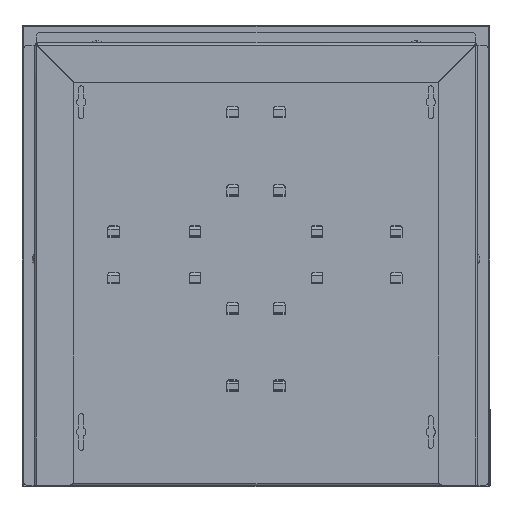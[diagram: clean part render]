
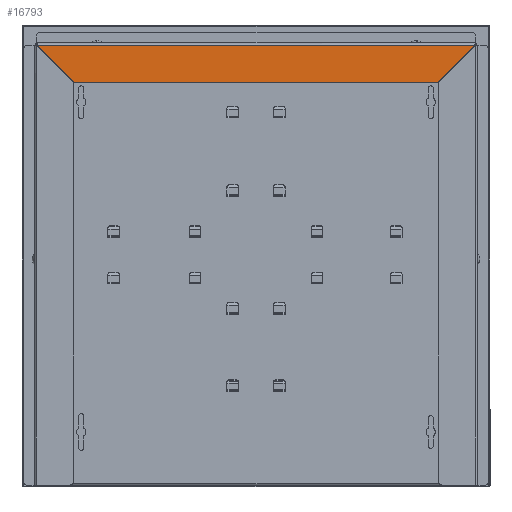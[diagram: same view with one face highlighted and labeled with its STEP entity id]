
A CAD part, top view. The second image highlights one B-rep face of the part: STEP entity #16793.
In plain terms, the highlighted face is planar.
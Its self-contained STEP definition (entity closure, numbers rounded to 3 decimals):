
#756 = CARTESIAN_POINT ( 'NONE',  ( 70.1, 235., 49.507 ) ) ;
#1091 = ORIENTED_EDGE ( 'NONE', *, *, #54150, .T. ) ;
#2236 = AXIS2_PLACEMENT_3D ( 'NONE', #5005, #50683, #33588 ) ;
#4275 = EDGE_CURVE ( 'NONE', #40528, #32933, #36694, .T. ) ;
#4507 = VECTOR ( 'NONE', #44695, 1000. ) ;
#5005 = CARTESIAN_POINT ( 'NONE',  ( 70.1, 0., 0. ) ) ;
#5645 = LINE ( 'NONE', #18248, #18880 ) ;
#8941 = DIRECTION ( 'NONE',  ( 0., -0.707, 0.707 ) ) ;
#11388 = CARTESIAN_POINT ( 'NONE',  ( 70.1, 235., 518.393 ) ) ;
#11634 = ORIENTED_EDGE ( 'NONE', *, *, #4275, .F. ) ;
#12451 = LINE ( 'NONE', #49359, #23108 ) ;
#16793 = ADVANCED_FACE ( 'NONE', ( #21746 ), #42663, .F. ) ;
#18248 = CARTESIAN_POINT ( 'NONE',  ( 70.1, 282.8, 1.707 ) ) ;
#18880 = VECTOR ( 'NONE', #8941, 1000. ) ;
#21746 = FACE_OUTER_BOUND ( 'NONE', #42254, .T. ) ;
#23108 = VECTOR ( 'NONE', #45465, 1000. ) ;
#25216 = VECTOR ( 'NONE', #44319, 1000. ) ;
#27224 = LINE ( 'NONE', #36323, #25216 ) ;
#29248 = CARTESIAN_POINT ( 'NONE',  ( 70.1, 282.8, 566.193 ) ) ;
#31408 = ORIENTED_EDGE ( 'NONE', *, *, #31650, .F. ) ;
#31650 = EDGE_CURVE ( 'NONE', #32933, #34961, #27224, .T. ) ;
#32307 = VERTEX_POINT ( 'NONE', #756 ) ;
#32933 = VERTEX_POINT ( 'NONE', #29248 ) ;
#33588 = DIRECTION ( 'NONE',  ( 0., -1., 0. ) ) ;
#34961 = VERTEX_POINT ( 'NONE', #48600 ) ;
#36323 = CARTESIAN_POINT ( 'NONE',  ( 70.1, 282.8, 0. ) ) ;
#36694 = LINE ( 'NONE', #48581, #4507 ) ;
#38932 = EDGE_CURVE ( 'NONE', #34961, #32307, #5645, .T. ) ;
#40528 = VERTEX_POINT ( 'NONE', #11388 ) ;
#42254 = EDGE_LOOP ( 'NONE', ( #42982, #31408, #11634, #1091 ) ) ;
#42663 = PLANE ( 'NONE',  #2236 ) ;
#42982 = ORIENTED_EDGE ( 'NONE', *, *, #38932, .F. ) ;
#44319 = DIRECTION ( 'NONE',  ( 0., 0., -1. ) ) ;
#44695 = DIRECTION ( 'NONE',  ( 0., 0.707, 0.707 ) ) ;
#45465 = DIRECTION ( 'NONE',  ( 0., 0., -1. ) ) ;
#48581 = CARTESIAN_POINT ( 'NONE',  ( 70.1, -117.781, 165.612 ) ) ;
#48600 = CARTESIAN_POINT ( 'NONE',  ( 70.1, 282.8, 1.707 ) ) ;
#49359 = CARTESIAN_POINT ( 'NONE',  ( 70.1, 235., 1. ) ) ;
#50683 = DIRECTION ( 'NONE',  ( -1., 0., 0. ) ) ;
#54150 = EDGE_CURVE ( 'NONE', #40528, #32307, #12451, .T. ) ;
